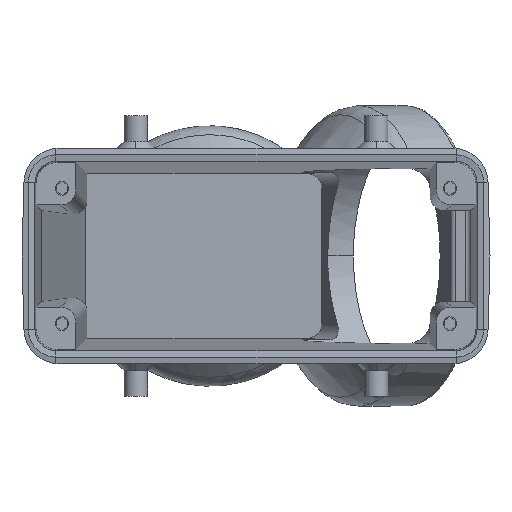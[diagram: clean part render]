
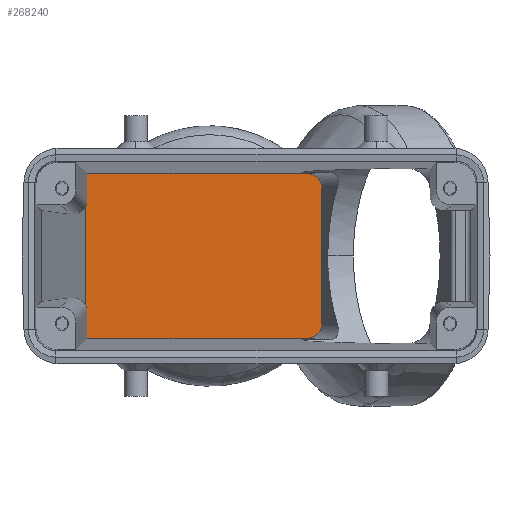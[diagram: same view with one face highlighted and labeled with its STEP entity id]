
A CAD part, front view. The second image highlights one B-rep face of the part: STEP entity #268240.
In plain terms, the highlighted planar face has unit normal (0, -1, 0).
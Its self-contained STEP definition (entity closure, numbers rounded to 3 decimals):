
#37710=CARTESIAN_POINT('',(0.,185.557,-0.511));
#37720=DIRECTION('',(1.,-0.,-0.));
#37730=VECTOR('',#37720,1.);
#37740=LINE('',#37710,#37730);
#37750=CARTESIAN_POINT('',(21.051,185.557,
-0.511));
#37760=VERTEX_POINT('',#37750);
#37770=CARTESIAN_POINT('',(64.671,185.557,
-0.511));
#37780=VERTEX_POINT('',#37770);
#37790=EDGE_CURVE('',#37760,#37780,#37740,.T.);
#70940=CARTESIAN_POINT('',(21.051,185.557,-33.489
));
#70950=VERTEX_POINT('',#70940);
#70980=CARTESIAN_POINT('',(0.,185.557,-33.489));
#70990=DIRECTION('',(-1.,-0.,0.));
#71000=VECTOR('',#70990,1.);
#71010=LINE('',#70980,#71000);
#71020=CARTESIAN_POINT('',(64.671,185.557,-33.489
));
#71030=VERTEX_POINT('',#71020);
#71040=EDGE_CURVE('',#71030,#70950,#71010,.T.);
#71300=CARTESIAN_POINT('',(20.787,185.557,-7.243
));
#71310=VERTEX_POINT('',#71300);
#71450=CARTESIAN_POINT('',(21.051,185.557,-6.012
));
#71460=VERTEX_POINT('',#71450);
#71490=CARTESIAN_POINT('',(18.051,185.557,-6.01
));
#71500=DIRECTION('',(-0.,-1.,-0.));
#71510=DIRECTION('',(-0.707,0.,0.707));
#71520=AXIS2_PLACEMENT_3D('',#71490,#71500,#71510);
#71530=ELLIPSE('',#71520,3.002,3.);
#71540=EDGE_CURVE('',#71310,#71460,#71530,.T.);
#81320=CARTESIAN_POINT('',(68.017,185.557,-3.48
));
#81330=VERTEX_POINT('',#81320);
#84490=CARTESIAN_POINT('',(68.017,185.557,-30.52)
);
#84500=VERTEX_POINT('',#84490);
#84530=CARTESIAN_POINT('',(68.017,185.557,0.));
#84540=DIRECTION('',(-0.,0.,1.));
#84550=VECTOR('',#84540,1.);
#84560=LINE('',#84530,#84550);
#84570=EDGE_CURVE('',#84500,#81330,#84560,.T.);
#85230=CARTESIAN_POINT('',(64.635,185.557,-3.512
));
#85240=DIRECTION('',(-0.,-1.,-0.));
#85250=DIRECTION('',(-0.999,0.,-0.045));
#85260=AXIS2_PLACEMENT_3D('',#85230,#85240,#85250);
#85270=ELLIPSE('',#85260,3.383,3.);
#85280=EDGE_CURVE('',#81330,#37780,#85270,.T.);
#89980=CARTESIAN_POINT('',(21.051,185.557,-27.988
));
#89990=VERTEX_POINT('',#89980);
#90020=CARTESIAN_POINT('',(21.051,185.557,0.));
#90030=DIRECTION('',(0.,0.,-1.));
#90040=VECTOR('',#90030,1.);
#90050=LINE('',#90020,#90040);
#90060=EDGE_CURVE('',#89990,#70950,#90050,.T.);
#90200=CARTESIAN_POINT('',(21.051,185.557,0.));
#90210=DIRECTION('',(0.,-0.,-1.));
#90220=VECTOR('',#90210,1.);
#90230=LINE('',#90200,#90220);
#90240=EDGE_CURVE('',#37760,#71460,#90230,.T.);
#93070=CARTESIAN_POINT('',(20.787,185.557,-26.757
));
#93080=VERTEX_POINT('',#93070);
#93360=CARTESIAN_POINT('',(20.787,185.557,0.));
#93370=DIRECTION('',(-0.,-0.,1.));
#93380=VECTOR('',#93370,1.);
#93390=LINE('',#93360,#93380);
#93400=EDGE_CURVE('',#93080,#71310,#93390,.T.);
#115890=CARTESIAN_POINT('',(18.051,185.557,-27.99
));
#115900=DIRECTION('',(-0.,-1.,-0.));
#115910=DIRECTION('',(-0.707,0.,-0.707));
#115920=AXIS2_PLACEMENT_3D('',#115890,#115900,#115910);
#115930=ELLIPSE('',#115920,3.002,3.);
#115940=EDGE_CURVE('',#89990,#93080,#115930,.T.);
#174350=CARTESIAN_POINT('',(64.635,185.557,
-30.488));
#174360=DIRECTION('',(-0.,-1.,-0.));
#174370=DIRECTION('',(-0.999,0.,0.045));
#174380=AXIS2_PLACEMENT_3D('',#174350,#174360,#174370);
#174390=ELLIPSE('',#174380,3.383,3.);
#174400=EDGE_CURVE('',#71030,#84500,#174390,.T.);
#268070=CARTESIAN_POINT('',(67.912,185.557,-32.262
));
#268080=DIRECTION('',(-0.,-1.,-0.));
#268090=DIRECTION('',(-1.,0.,0.));
#268100=AXIS2_PLACEMENT_3D('',#268070,#268080,#268090);
#268110=PLANE('',#268100);
#268120=ORIENTED_EDGE('',*,*,#85280,.T.);
#268130=ORIENTED_EDGE('',*,*,#84570,.T.);
#268140=ORIENTED_EDGE('',*,*,#174400,.T.);
#268150=ORIENTED_EDGE('',*,*,#71040,.F.);
#268160=ORIENTED_EDGE('',*,*,#90060,.T.);
#268170=ORIENTED_EDGE('',*,*,#115940,.F.);
#268180=ORIENTED_EDGE('',*,*,#93400,.F.);
#268190=ORIENTED_EDGE('',*,*,#71540,.F.);
#268200=ORIENTED_EDGE('',*,*,#90240,.T.);
#268210=ORIENTED_EDGE('',*,*,#37790,.F.);
#268220=EDGE_LOOP('',(#268210,#268200,#268190,#268180,#268170,#268160,
#268150,#268140,#268130,#268120));
#268230=FACE_OUTER_BOUND('',#268220,.T.);
#268240=ADVANCED_FACE('',(#268230),#268110,.T.);
